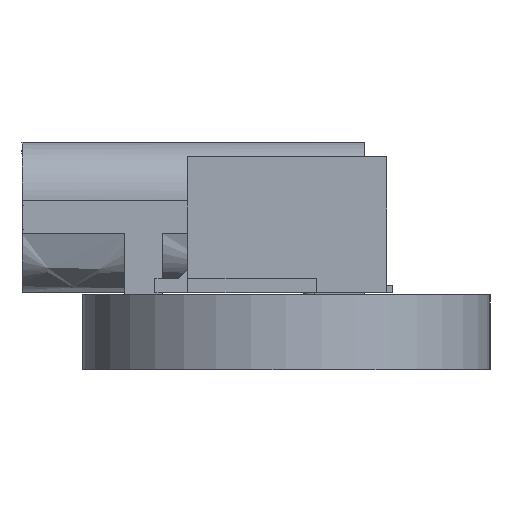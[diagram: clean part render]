
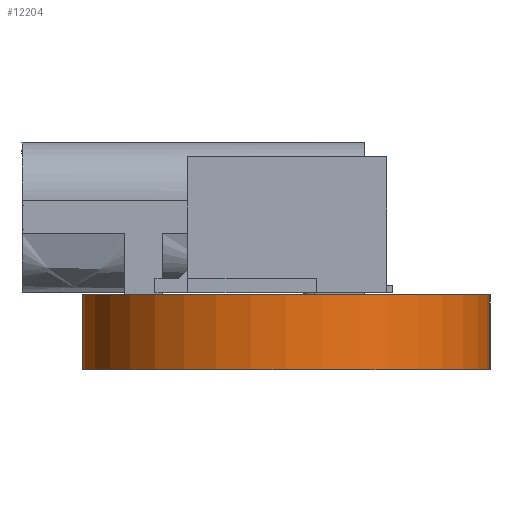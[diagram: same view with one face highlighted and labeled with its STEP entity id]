
A CAD part, left-side view. The second image highlights one B-rep face of the part: STEP entity #12204.
In plain terms, the highlighted cylindrical face has radius 4.35 mm (diameter 8.7 mm), a partial arc.
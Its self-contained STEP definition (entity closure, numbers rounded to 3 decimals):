
#12013 = PLANE('',#12014);
#12014 = AXIS2_PLACEMENT_3D('',#12015,#12016,#12017);
#12015 = CARTESIAN_POINT('',(18.,-4.35,0.));
#12016 = DIRECTION('',(0.,-1.,0.));
#12017 = DIRECTION('',(-1.,0.,0.));
#12038 = VERTEX_POINT('',#12039);
#12039 = CARTESIAN_POINT('',(-18.,-4.35,1.6));
#12053 = PLANE('',#12054);
#12054 = AXIS2_PLACEMENT_3D('',#12055,#12056,#12057);
#12055 = CARTESIAN_POINT('',(0.,0.,1.6)
  );
#12056 = DIRECTION('',(-0.,-0.,-1.));
#12057 = DIRECTION('',(-1.,0.,0.));
#12065 = EDGE_CURVE('',#12066,#12038,#12068,.T.);
#12066 = VERTEX_POINT('',#12067);
#12067 = CARTESIAN_POINT('',(-18.,-4.35,0.));
#12068 = SURFACE_CURVE('',#12069,(#12073,#12080),.PCURVE_S1.);
#12069 = LINE('',#12070,#12071);
#12070 = CARTESIAN_POINT('',(-18.,-4.35,0.));
#12071 = VECTOR('',#12072,1.);
#12072 = DIRECTION('',(0.,0.,1.));
#12073 = PCURVE('',#12013,#12074);
#12074 = DEFINITIONAL_REPRESENTATION('',(#12075),#12079);
#12075 = LINE('',#12076,#12077);
#12076 = CARTESIAN_POINT('',(36.,0.));
#12077 = VECTOR('',#12078,1.);
#12078 = DIRECTION('',(0.,-1.));
#12079 = ( GEOMETRIC_REPRESENTATION_CONTEXT(2) 
PARAMETRIC_REPRESENTATION_CONTEXT() REPRESENTATION_CONTEXT('2D SPACE',''
  ) );
#12080 = PCURVE('',#12081,#12086);
#12081 = CYLINDRICAL_SURFACE('',#12082,4.35);
#12082 = AXIS2_PLACEMENT_3D('',#12083,#12084,#12085);
#12083 = CARTESIAN_POINT('',(-18.,-0.,0.));
#12084 = DIRECTION('',(-0.,-0.,-1.));
#12085 = DIRECTION('',(1.,0.,-0.));
#12086 = DEFINITIONAL_REPRESENTATION('',(#12087),#12091);
#12087 = LINE('',#12088,#12089);
#12088 = CARTESIAN_POINT('',(-4.712,0.));
#12089 = VECTOR('',#12090,1.);
#12090 = DIRECTION('',(-0.,-1.));
#12091 = ( GEOMETRIC_REPRESENTATION_CONTEXT(2) 
PARAMETRIC_REPRESENTATION_CONTEXT() REPRESENTATION_CONTEXT('2D SPACE',''
  ) );
#12107 = PLANE('',#12108);
#12108 = AXIS2_PLACEMENT_3D('',#12109,#12110,#12111);
#12109 = CARTESIAN_POINT('',(0.,0.,0.)
  );
#12110 = DIRECTION('',(-0.,-0.,-1.));
#12111 = DIRECTION('',(-1.,0.,0.));
#12167 = PLANE('',#12168);
#12168 = AXIS2_PLACEMENT_3D('',#12169,#12170,#12171);
#12169 = CARTESIAN_POINT('',(-18.,4.35,0.));
#12170 = DIRECTION('',(0.,1.,0.));
#12171 = DIRECTION('',(1.,0.,0.));
#12204 = ADVANCED_FACE('',(#12205),#12081,.T.);
#12205 = FACE_BOUND('',#12206,.F.);
#12206 = EDGE_LOOP('',(#12207,#12232,#12258,#12259));
#12207 = ORIENTED_EDGE('',*,*,#12208,.T.);
#12208 = EDGE_CURVE('',#12209,#12211,#12213,.T.);
#12209 = VERTEX_POINT('',#12210);
#12210 = CARTESIAN_POINT('',(-18.,4.35,0.));
#12211 = VERTEX_POINT('',#12212);
#12212 = CARTESIAN_POINT('',(-18.,4.35,1.6));
#12213 = SURFACE_CURVE('',#12214,(#12218,#12225),.PCURVE_S1.);
#12214 = LINE('',#12215,#12216);
#12215 = CARTESIAN_POINT('',(-18.,4.35,0.));
#12216 = VECTOR('',#12217,1.);
#12217 = DIRECTION('',(0.,0.,1.));
#12218 = PCURVE('',#12081,#12219);
#12219 = DEFINITIONAL_REPRESENTATION('',(#12220),#12224);
#12220 = LINE('',#12221,#12222);
#12221 = CARTESIAN_POINT('',(-1.571,0.));
#12222 = VECTOR('',#12223,1.);
#12223 = DIRECTION('',(-0.,-1.));
#12224 = ( GEOMETRIC_REPRESENTATION_CONTEXT(2) 
PARAMETRIC_REPRESENTATION_CONTEXT() REPRESENTATION_CONTEXT('2D SPACE',''
  ) );
#12225 = PCURVE('',#12167,#12226);
#12226 = DEFINITIONAL_REPRESENTATION('',(#12227),#12231);
#12227 = LINE('',#12228,#12229);
#12228 = CARTESIAN_POINT('',(0.,0.));
#12229 = VECTOR('',#12230,1.);
#12230 = DIRECTION('',(0.,-1.));
#12231 = ( GEOMETRIC_REPRESENTATION_CONTEXT(2) 
PARAMETRIC_REPRESENTATION_CONTEXT() REPRESENTATION_CONTEXT('2D SPACE',''
  ) );
#12232 = ORIENTED_EDGE('',*,*,#12233,.T.);
#12233 = EDGE_CURVE('',#12211,#12038,#12234,.T.);
#12234 = SURFACE_CURVE('',#12235,(#12240,#12247),.PCURVE_S1.);
#12235 = CIRCLE('',#12236,4.35);
#12236 = AXIS2_PLACEMENT_3D('',#12237,#12238,#12239);
#12237 = CARTESIAN_POINT('',(-18.,0.,1.6));
#12238 = DIRECTION('',(0.,0.,1.));
#12239 = DIRECTION('',(1.,0.,-0.));
#12240 = PCURVE('',#12081,#12241);
#12241 = DEFINITIONAL_REPRESENTATION('',(#12242),#12246);
#12242 = LINE('',#12243,#12244);
#12243 = CARTESIAN_POINT('',(-0.,-1.6));
#12244 = VECTOR('',#12245,1.);
#12245 = DIRECTION('',(-1.,0.));
#12246 = ( GEOMETRIC_REPRESENTATION_CONTEXT(2) 
PARAMETRIC_REPRESENTATION_CONTEXT() REPRESENTATION_CONTEXT('2D SPACE',''
  ) );
#12247 = PCURVE('',#12053,#12248);
#12248 = DEFINITIONAL_REPRESENTATION('',(#12249),#12257);
#12249 = ( BOUNDED_CURVE() B_SPLINE_CURVE(2,(#12250,#12251,#12252,#12253
    ,#12254,#12255,#12256),.UNSPECIFIED.,.T.,.F.) 
B_SPLINE_CURVE_WITH_KNOTS((1,2,2,2,2,1),(-2.094,0.,
    2.094,4.189,6.283,8.378),
.UNSPECIFIED.) CURVE() GEOMETRIC_REPRESENTATION_ITEM() 
RATIONAL_B_SPLINE_CURVE((1.,0.5,1.,0.5,1.,0.5,1.)) REPRESENTATION_ITEM(
  '') );
#12250 = CARTESIAN_POINT('',(13.65,0.));
#12251 = CARTESIAN_POINT('',(13.65,7.534));
#12252 = CARTESIAN_POINT('',(20.175,3.767));
#12253 = CARTESIAN_POINT('',(26.7,0.));
#12254 = CARTESIAN_POINT('',(20.175,-3.767));
#12255 = CARTESIAN_POINT('',(13.65,-7.534));
#12256 = CARTESIAN_POINT('',(13.65,0.));
#12257 = ( GEOMETRIC_REPRESENTATION_CONTEXT(2) 
PARAMETRIC_REPRESENTATION_CONTEXT() REPRESENTATION_CONTEXT('2D SPACE',''
  ) );
#12258 = ORIENTED_EDGE('',*,*,#12065,.F.);
#12259 = ORIENTED_EDGE('',*,*,#12260,.F.);
#12260 = EDGE_CURVE('',#12209,#12066,#12261,.T.);
#12261 = SURFACE_CURVE('',#12262,(#12267,#12274),.PCURVE_S1.);
#12262 = CIRCLE('',#12263,4.35);
#12263 = AXIS2_PLACEMENT_3D('',#12264,#12265,#12266);
#12264 = CARTESIAN_POINT('',(-18.,-0.,0.));
#12265 = DIRECTION('',(0.,0.,1.));
#12266 = DIRECTION('',(1.,0.,-0.));
#12267 = PCURVE('',#12081,#12268);
#12268 = DEFINITIONAL_REPRESENTATION('',(#12269),#12273);
#12269 = LINE('',#12270,#12271);
#12270 = CARTESIAN_POINT('',(-0.,0.));
#12271 = VECTOR('',#12272,1.);
#12272 = DIRECTION('',(-1.,0.));
#12273 = ( GEOMETRIC_REPRESENTATION_CONTEXT(2) 
PARAMETRIC_REPRESENTATION_CONTEXT() REPRESENTATION_CONTEXT('2D SPACE',''
  ) );
#12274 = PCURVE('',#12107,#12275);
#12275 = DEFINITIONAL_REPRESENTATION('',(#12276),#12284);
#12276 = ( BOUNDED_CURVE() B_SPLINE_CURVE(2,(#12277,#12278,#12279,#12280
    ,#12281,#12282,#12283),.UNSPECIFIED.,.T.,.F.) 
B_SPLINE_CURVE_WITH_KNOTS((1,2,2,2,2,1),(-2.094,0.,
    2.094,4.189,6.283,8.378),
.UNSPECIFIED.) CURVE() GEOMETRIC_REPRESENTATION_ITEM() 
RATIONAL_B_SPLINE_CURVE((1.,0.5,1.,0.5,1.,0.5,1.)) REPRESENTATION_ITEM(
  '') );
#12277 = CARTESIAN_POINT('',(13.65,0.));
#12278 = CARTESIAN_POINT('',(13.65,7.534));
#12279 = CARTESIAN_POINT('',(20.175,3.767));
#12280 = CARTESIAN_POINT('',(26.7,0.));
#12281 = CARTESIAN_POINT('',(20.175,-3.767));
#12282 = CARTESIAN_POINT('',(13.65,-7.534));
#12283 = CARTESIAN_POINT('',(13.65,0.));
#12284 = ( GEOMETRIC_REPRESENTATION_CONTEXT(2) 
PARAMETRIC_REPRESENTATION_CONTEXT() REPRESENTATION_CONTEXT('2D SPACE',''
  ) );
